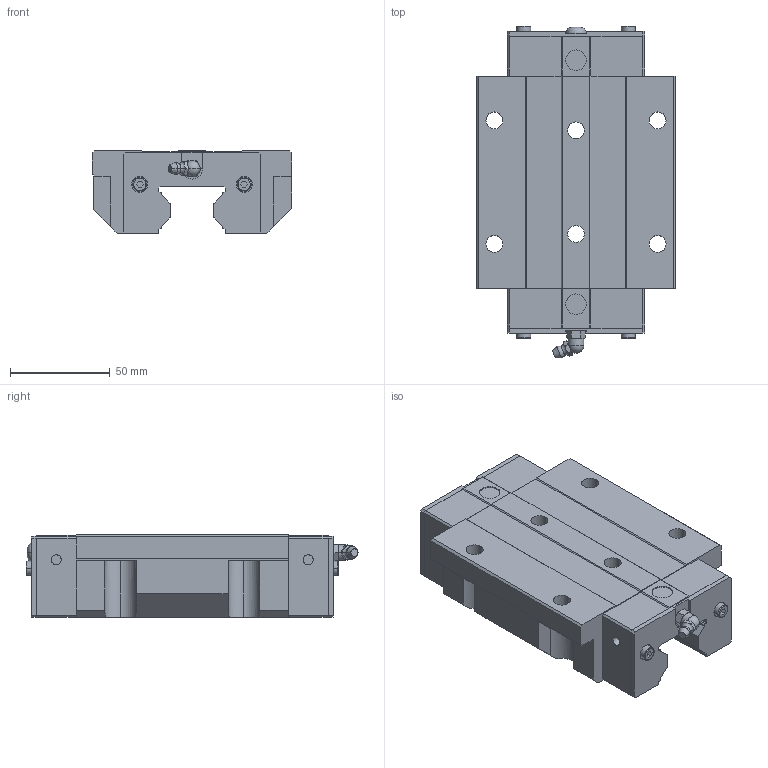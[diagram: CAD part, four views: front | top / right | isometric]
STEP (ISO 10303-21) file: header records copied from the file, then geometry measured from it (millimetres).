
FILE_DESCRIPTION(('STEP AP214'),'1');
FILE_NAME('cctmp_8F3472FD-9079-4E05-AE34-150A5447871E_2020_5_14_11_19_36_439..stp','2020-05-14T09:19:36',('HIWIN GmbH'),('CADClick - www.CADClick.com'),'Spatial InterOp 3D',' ','unknown authorization');
FILE_SCHEMA(('AUTOMOTIVE_DESIGN'));
Length unit declared in the file: millimetre
Products named in the file (1): RGW35HCZAH_FILE
Bounding box: 100 x 166.71 x 41.5 mm (x, y, z)
Volume: 411507.5 mm3; surface area: 59152 mm2
Topology: 1 solids, 7 shells, 362 faces, 945 edges, 615 vertices
Faces by surface type: plane 204, cylinder 100, torus 38, cone 18, sphere 2
Entity records: 14330 total; most frequent: CARTESIAN_POINT 2345, DIRECTION 1908, ORIENTED_EDGE 1886, EDGE_CURVE 943, AXIS2_PLACEMENT_3D 662, VERTEX_POINT 615, LINE 584, VECTOR 584
